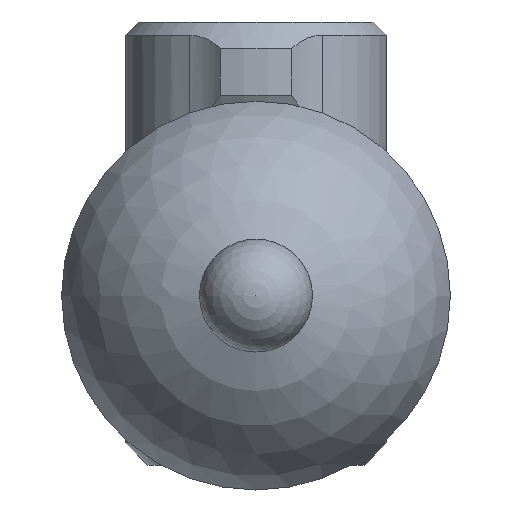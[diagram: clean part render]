
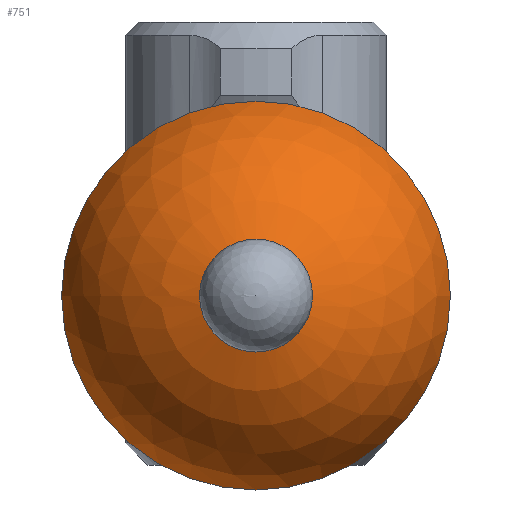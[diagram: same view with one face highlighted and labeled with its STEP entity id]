
A CAD part, left-side view. The second image highlights one B-rep face of the part: STEP entity #751.
In plain terms, the highlighted spherical face has radius 9 mm.
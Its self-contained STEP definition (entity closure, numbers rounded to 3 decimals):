
#20=SPHERICAL_SURFACE('',#858,9.);
#115=FACE_OUTER_BOUND('',#166,.T.);
#166=EDGE_LOOP('',(#686,#687,#688,#689,#690));
#300=CIRCLE('',#855,8.775);
#301=CIRCLE('',#856,8.775);
#302=CIRCLE('',#859,9.);
#303=CIRCLE('',#860,2.55);
#375=VERTEX_POINT('',#3057);
#376=VERTEX_POINT('',#3059);
#377=VERTEX_POINT('',#3065);
#479=EDGE_CURVE('',#376,#375,#300,.T.);
#480=EDGE_CURVE('',#375,#376,#301,.T.);
#482=EDGE_CURVE('',#376,#377,#302,.T.);
#483=EDGE_CURVE('',#377,#377,#303,.T.);
#686=ORIENTED_EDGE('',*,*,#480,.T.);
#687=ORIENTED_EDGE('',*,*,#482,.T.);
#688=ORIENTED_EDGE('',*,*,#483,.T.);
#689=ORIENTED_EDGE('',*,*,#482,.F.);
#690=ORIENTED_EDGE('',*,*,#479,.T.);
#751=ADVANCED_FACE('',(#115),#20,.T.);
#855=AXIS2_PLACEMENT_3D('',#3060,#1054,#1055);
#856=AXIS2_PLACEMENT_3D('',#3061,#1056,#1057);
#858=AXIS2_PLACEMENT_3D('',#3064,#1061,#1062);
#859=AXIS2_PLACEMENT_3D('',#3066,#1063,#1064);
#860=AXIS2_PLACEMENT_3D('',#3067,#1065,#1066);
#1054=DIRECTION('center_axis',(-1.,0.,0.));
#1055=DIRECTION('ref_axis',(0.,0.,-1.));
#1056=DIRECTION('center_axis',(-1.,0.,0.));
#1057=DIRECTION('ref_axis',(0.,0.,-1.));
#1061=DIRECTION('center_axis',(1.,0.,0.));
#1062=DIRECTION('ref_axis',(0.,-1.,0.));
#1063=DIRECTION('center_axis',(0.,0.,1.));
#1064=DIRECTION('ref_axis',(0.,1.,0.));
#1065=DIRECTION('center_axis',(1.,0.,0.));
#1066=DIRECTION('ref_axis',(0.,1.,0.));
#3057=CARTESIAN_POINT('',(0.,0.,8.775));
#3059=CARTESIAN_POINT('',(0.,8.775,0.));
#3060=CARTESIAN_POINT('Origin',(0.,0.,0.));
#3061=CARTESIAN_POINT('Origin',(0.,0.,0.));
#3064=CARTESIAN_POINT('Origin',(2.,0.,0.));
#3065=CARTESIAN_POINT('',(-6.632,2.55,0.));
#3066=CARTESIAN_POINT('Origin',(2.,0.,0.));
#3067=CARTESIAN_POINT('Origin',(-6.632,0.,0.));
